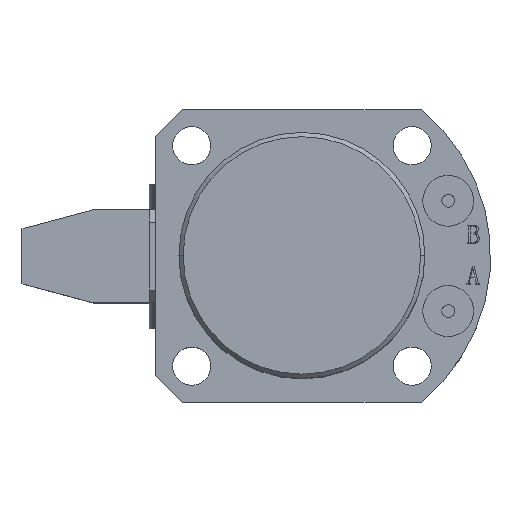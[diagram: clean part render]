
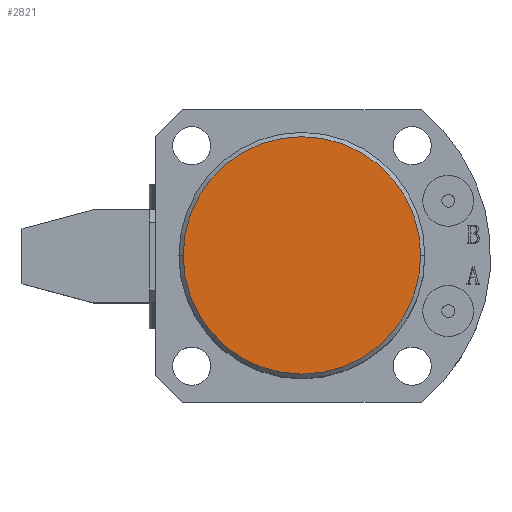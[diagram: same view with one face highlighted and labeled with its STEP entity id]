
A CAD part, top view. The second image highlights one B-rep face of the part: STEP entity #2821.
In plain terms, the highlighted planar face has unit normal (0, 0, 1).
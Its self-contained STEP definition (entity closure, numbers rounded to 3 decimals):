
#108 = EDGE_LOOP ( 'NONE', ( #5920, #5919 ) ) ;
#411 = VERTEX_POINT ( 'NONE', #4164 ) ;
#566 = VERTEX_POINT ( 'NONE', #4604 ) ;
#1778 = AXIS2_PLACEMENT_3D ( 'NONE', #9581, #9582, #9583 ) ;
#1876 = AXIS2_PLACEMENT_3D ( 'NONE', #7552, #7553, #7554 ) ;
#1903 = AXIS2_PLACEMENT_3D ( 'NONE', #9098, #9100, #9102 ) ;
#2821 = ADVANCED_FACE ( 'NONE', ( #8039 ), #9580, .T. ) ;
#4164 = CARTESIAN_POINT ( 'NONE',  ( 28., 0., 90. ) ) ;
#4604 = CARTESIAN_POINT ( 'NONE',  ( -28., 0., 90. ) ) ;
#5919 = ORIENTED_EDGE ( 'NONE', *, *, #8613, .T. ) ;
#5920 = ORIENTED_EDGE ( 'NONE', *, *, #8670, .T. ) ;
#6293 = CIRCLE ( 'NONE', #1876, 28. ) ;
#6412 = CIRCLE ( 'NONE', #1903, 28. ) ;
#7552 = CARTESIAN_POINT ( 'NONE',  ( 0., 0., 90. ) ) ;
#7553 = DIRECTION ( 'NONE',  ( 0., 0., 1. ) ) ;
#7554 = DIRECTION ( 'NONE',  ( 1., 0., 0. ) ) ;
#8039 = FACE_OUTER_BOUND ( 'NONE', #108, .T. ) ;
#8613 = EDGE_CURVE ( 'NONE', #411, #566, #6293, .T. ) ;
#8670 = EDGE_CURVE ( 'NONE', #566, #411, #6412, .T. ) ;
#9098 = CARTESIAN_POINT ( 'NONE',  ( 0., 0., 90. ) ) ;
#9100 = DIRECTION ( 'NONE',  ( 0., 0., 1. ) ) ;
#9102 = DIRECTION ( 'NONE',  ( 1., 0., 0. ) ) ;
#9580 = PLANE ( 'NONE',  #1778 ) ;
#9581 = CARTESIAN_POINT ( 'NONE',  ( 0., 0., 90. ) ) ;
#9582 = DIRECTION ( 'NONE',  ( 0., 0., 1. ) ) ;
#9583 = DIRECTION ( 'NONE',  ( 1., 0., 0. ) ) ;
